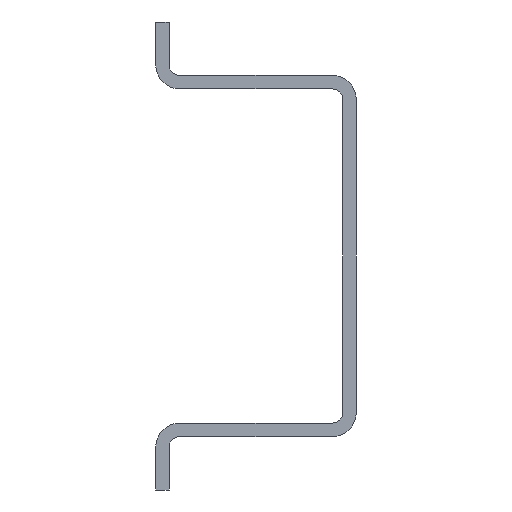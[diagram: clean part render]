
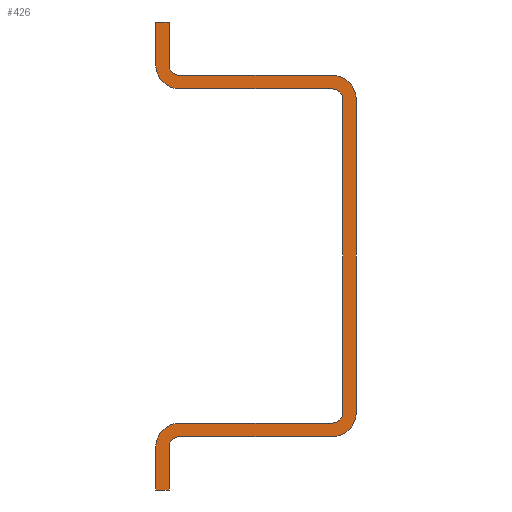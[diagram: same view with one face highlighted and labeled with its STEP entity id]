
A CAD part, front view. The second image highlights one B-rep face of the part: STEP entity #426.
In plain terms, the highlighted planar face has unit normal (0, -1, 0).
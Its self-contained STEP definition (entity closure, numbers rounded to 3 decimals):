
#15=CIRCLE('',#431,1.8);
#17=CIRCLE('',#435,0.8);
#19=CIRCLE('',#439,0.8);
#21=CIRCLE('',#443,1.8);
#23=CIRCLE('',#449,0.8);
#25=CIRCLE('',#453,1.8);
#27=CIRCLE('',#457,1.8);
#29=CIRCLE('',#461,0.8);
#60=FACE_OUTER_BOUND('',#82,.T.);
#82=EDGE_LOOP('',(#371,#372,#373,#374,#375,#376,#377,#378,#379,#380,#381,
#382,#383,#384,#385,#386,#387,#388,#389,#390));
#83=LINE('',#593,#127);
#88=LINE('',#607,#132);
#92=LINE('',#619,#136);
#96=LINE('',#631,#140);
#100=LINE('',#643,#144);
#103=LINE('',#649,#147);
#106=LINE('',#655,#150);
#110=LINE('',#667,#154);
#114=LINE('',#679,#158);
#118=LINE('',#691,#162);
#122=LINE('',#703,#166);
#125=LINE('',#708,#169);
#127=VECTOR('',#471,3.2);
#132=VECTOR('',#484,11.4);
#136=VECTOR('',#496,23.4);
#140=VECTOR('',#508,11.4);
#144=VECTOR('',#520,3.2);
#147=VECTOR('',#525,1.);
#150=VECTOR('',#530,3.2);
#154=VECTOR('',#542,11.4);
#158=VECTOR('',#554,23.4);
#162=VECTOR('',#566,11.4);
#166=VECTOR('',#578,3.2);
#169=VECTOR('',#583,1.);
#171=VERTEX_POINT('',#591);
#172=VERTEX_POINT('',#592);
#175=VERTEX_POINT('',#600);
#177=VERTEX_POINT('',#606);
#179=VERTEX_POINT('',#612);
#181=VERTEX_POINT('',#618);
#183=VERTEX_POINT('',#624);
#185=VERTEX_POINT('',#630);
#187=VERTEX_POINT('',#636);
#189=VERTEX_POINT('',#642);
#191=VERTEX_POINT('',#648);
#193=VERTEX_POINT('',#654);
#195=VERTEX_POINT('',#660);
#197=VERTEX_POINT('',#666);
#199=VERTEX_POINT('',#672);
#201=VERTEX_POINT('',#678);
#203=VERTEX_POINT('',#684);
#205=VERTEX_POINT('',#690);
#207=VERTEX_POINT('',#696);
#209=VERTEX_POINT('',#702);
#211=EDGE_CURVE('',#171,#172,#83,.T.);
#215=EDGE_CURVE('',#175,#171,#15,.T.);
#218=EDGE_CURVE('',#177,#175,#88,.T.);
#221=EDGE_CURVE('',#179,#177,#17,.T.);
#224=EDGE_CURVE('',#181,#179,#92,.T.);
#227=EDGE_CURVE('',#183,#181,#19,.T.);
#230=EDGE_CURVE('',#185,#183,#96,.T.);
#233=EDGE_CURVE('',#187,#185,#21,.T.);
#236=EDGE_CURVE('',#189,#187,#100,.T.);
#239=EDGE_CURVE('',#191,#189,#103,.T.);
#242=EDGE_CURVE('',#193,#191,#106,.T.);
#245=EDGE_CURVE('',#195,#193,#23,.T.);
#248=EDGE_CURVE('',#197,#195,#110,.T.);
#251=EDGE_CURVE('',#199,#197,#25,.T.);
#254=EDGE_CURVE('',#201,#199,#114,.T.);
#257=EDGE_CURVE('',#203,#201,#27,.T.);
#260=EDGE_CURVE('',#205,#203,#118,.T.);
#263=EDGE_CURVE('',#207,#205,#29,.T.);
#266=EDGE_CURVE('',#209,#207,#122,.T.);
#269=EDGE_CURVE('',#172,#209,#125,.T.);
#371=ORIENTED_EDGE('',*,*,#269,.F.);
#372=ORIENTED_EDGE('',*,*,#211,.F.);
#373=ORIENTED_EDGE('',*,*,#215,.F.);
#374=ORIENTED_EDGE('',*,*,#218,.F.);
#375=ORIENTED_EDGE('',*,*,#221,.F.);
#376=ORIENTED_EDGE('',*,*,#224,.F.);
#377=ORIENTED_EDGE('',*,*,#227,.F.);
#378=ORIENTED_EDGE('',*,*,#230,.F.);
#379=ORIENTED_EDGE('',*,*,#233,.F.);
#380=ORIENTED_EDGE('',*,*,#236,.F.);
#381=ORIENTED_EDGE('',*,*,#239,.F.);
#382=ORIENTED_EDGE('',*,*,#242,.F.);
#383=ORIENTED_EDGE('',*,*,#245,.F.);
#384=ORIENTED_EDGE('',*,*,#248,.F.);
#385=ORIENTED_EDGE('',*,*,#251,.F.);
#386=ORIENTED_EDGE('',*,*,#254,.F.);
#387=ORIENTED_EDGE('',*,*,#257,.F.);
#388=ORIENTED_EDGE('',*,*,#260,.F.);
#389=ORIENTED_EDGE('',*,*,#263,.F.);
#390=ORIENTED_EDGE('',*,*,#266,.F.);
#404=PLANE('',#466);
#426=ADVANCED_FACE('',(#60),#404,.F.);
#431=AXIS2_PLACEMENT_3D('',#601,#477,#478);
#435=AXIS2_PLACEMENT_3D('',#613,#489,#490);
#439=AXIS2_PLACEMENT_3D('',#625,#501,#502);
#443=AXIS2_PLACEMENT_3D('',#637,#513,#514);
#449=AXIS2_PLACEMENT_3D('',#661,#535,#536);
#453=AXIS2_PLACEMENT_3D('',#673,#547,#548);
#457=AXIS2_PLACEMENT_3D('',#685,#559,#560);
#461=AXIS2_PLACEMENT_3D('',#697,#571,#572);
#466=AXIS2_PLACEMENT_3D('',#711,#587,#588);
#471=DIRECTION('',(0.,0.,1.));
#477=DIRECTION('center_axis',(0.,1.,0.));
#478=DIRECTION('ref_axis',(0.,0.,-1.));
#484=DIRECTION('',(-1.,0.,0.));
#489=DIRECTION('center_axis',(0.,-1.,0.));
#490=DIRECTION('ref_axis',(0.,0.,-1.));
#496=DIRECTION('',(0.,0.,1.));
#501=DIRECTION('center_axis',(0.,-1.,0.));
#502=DIRECTION('ref_axis',(-1.,0.,0.));
#508=DIRECTION('',(1.,0.,0.));
#513=DIRECTION('center_axis',(0.,1.,0.));
#514=DIRECTION('ref_axis',(-1.,0.,0.));
#520=DIRECTION('',(0.,0.,1.));
#525=DIRECTION('',(-1.,0.,0.));
#530=DIRECTION('',(0.,0.,-1.));
#535=DIRECTION('center_axis',(0.,-1.,0.));
#536=DIRECTION('ref_axis',(1.,0.,0.));
#542=DIRECTION('',(-1.,0.,0.));
#547=DIRECTION('center_axis',(0.,1.,0.));
#548=DIRECTION('ref_axis',(1.,0.,0.));
#554=DIRECTION('',(0.,0.,-1.));
#559=DIRECTION('center_axis',(0.,1.,0.));
#560=DIRECTION('ref_axis',(0.,0.,1.));
#566=DIRECTION('',(1.,0.,0.));
#571=DIRECTION('center_axis',(0.,-1.,0.));
#572=DIRECTION('ref_axis',(0.,0.,1.));
#578=DIRECTION('',(0.,0.,-1.));
#583=DIRECTION('',(1.,0.,0.));
#587=DIRECTION('center_axis',(0.,1.,0.));
#588=DIRECTION('ref_axis',(0.,0.,1.));
#591=CARTESIAN_POINT('',(-15.,0.,14.3));
#592=CARTESIAN_POINT('',(-15.,0.,17.5));
#593=CARTESIAN_POINT('',(-15.,0.,14.3));
#600=CARTESIAN_POINT('',(-13.2,0.,12.5));
#601=CARTESIAN_POINT('Origin',(-13.2,0.,14.3));
#606=CARTESIAN_POINT('',(-1.8,0.,12.5));
#607=CARTESIAN_POINT('',(-1.8,0.,12.5));
#612=CARTESIAN_POINT('',(-1.,0.,11.7));
#613=CARTESIAN_POINT('Origin',(-1.8,0.,11.7));
#618=CARTESIAN_POINT('',(-1.,0.,-11.7));
#619=CARTESIAN_POINT('',(-1.,0.,-11.7));
#624=CARTESIAN_POINT('',(-1.8,0.,-12.5));
#625=CARTESIAN_POINT('Origin',(-1.8,0.,-11.7));
#630=CARTESIAN_POINT('',(-13.2,0.,-12.5));
#631=CARTESIAN_POINT('',(-13.2,0.,-12.5));
#636=CARTESIAN_POINT('',(-15.,0.,-14.3));
#637=CARTESIAN_POINT('Origin',(-13.2,0.,-14.3));
#642=CARTESIAN_POINT('',(-15.,0.,-17.5));
#643=CARTESIAN_POINT('',(-15.,0.,-17.5));
#648=CARTESIAN_POINT('',(-14.,0.,-17.5));
#649=CARTESIAN_POINT('',(-14.,0.,-17.5));
#654=CARTESIAN_POINT('',(-14.,0.,-14.3));
#655=CARTESIAN_POINT('',(-14.,0.,-14.3));
#660=CARTESIAN_POINT('',(-13.2,0.,-13.5));
#661=CARTESIAN_POINT('Origin',(-13.2,0.,-14.3));
#666=CARTESIAN_POINT('',(-1.8,0.,-13.5));
#667=CARTESIAN_POINT('',(-1.8,0.,-13.5));
#672=CARTESIAN_POINT('',(0.,0.,-11.7));
#673=CARTESIAN_POINT('Origin',(-1.8,0.,-11.7));
#678=CARTESIAN_POINT('',(0.,0.,11.7));
#679=CARTESIAN_POINT('',(0.,0.,11.7));
#684=CARTESIAN_POINT('',(-1.8,0.,13.5));
#685=CARTESIAN_POINT('Origin',(-1.8,0.,11.7));
#690=CARTESIAN_POINT('',(-13.2,0.,13.5));
#691=CARTESIAN_POINT('',(-13.2,0.,13.5));
#696=CARTESIAN_POINT('',(-14.,0.,14.3));
#697=CARTESIAN_POINT('Origin',(-13.2,0.,14.3));
#702=CARTESIAN_POINT('',(-14.,0.,17.5));
#703=CARTESIAN_POINT('',(-14.,0.,17.5));
#708=CARTESIAN_POINT('',(-15.,0.,17.5));
#711=CARTESIAN_POINT('Origin',(-5.625,0.,0.));
